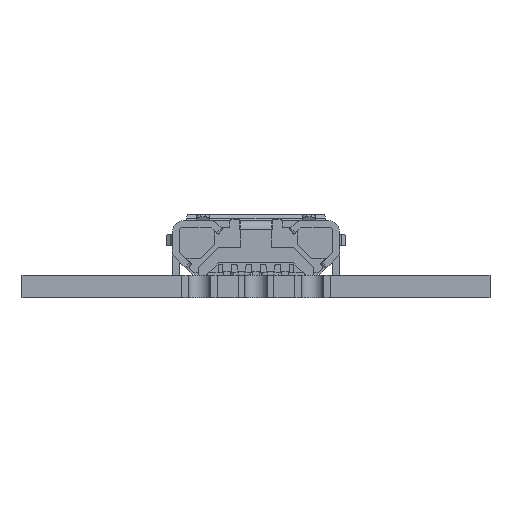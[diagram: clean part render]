
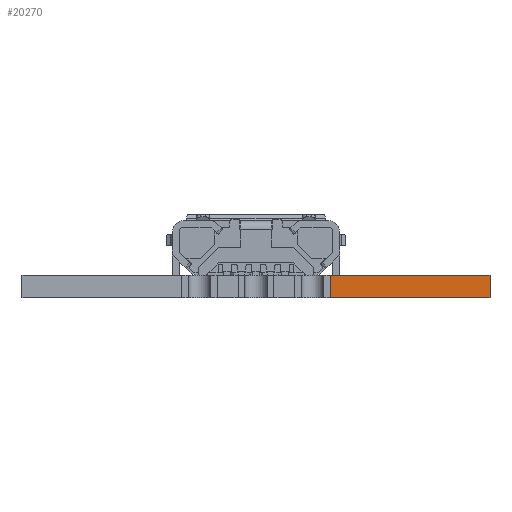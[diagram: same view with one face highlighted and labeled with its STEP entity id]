
A CAD part, front view. The second image highlights one B-rep face of the part: STEP entity #20270.
In plain terms, the highlighted planar face has unit normal (0, -1, 0).
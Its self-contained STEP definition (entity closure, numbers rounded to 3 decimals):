
#1539=FACE_OUTER_BOUND('',#2647,.T.);
#2647=EDGE_LOOP('',(#14215,#14216,#14217,#14218));
#3795=LINE('',#29354,#6078);
#3989=LINE('',#29826,#6272);
#4150=LINE('',#30191,#6433);
#4153=LINE('',#30197,#6436);
#6078=VECTOR('',#23312,10.);
#6272=VECTOR('',#23746,10.);
#6433=VECTOR('',#24129,10.);
#6436=VECTOR('',#24136,10.);
#8366=VERTEX_POINT('',#29351);
#8367=VERTEX_POINT('',#29353);
#8525=VERTEX_POINT('',#29825);
#8618=VERTEX_POINT('',#30189);
#10389=EDGE_CURVE('',#8366,#8367,#3795,.T.);
#10625=EDGE_CURVE('',#8525,#8367,#3989,.T.);
#10808=EDGE_CURVE('',#8366,#8618,#4150,.T.);
#10811=EDGE_CURVE('',#8618,#8525,#4153,.T.);
#14215=ORIENTED_EDGE('',*,*,#10808,.T.);
#14216=ORIENTED_EDGE('',*,*,#10811,.T.);
#14217=ORIENTED_EDGE('',*,*,#10625,.T.);
#14218=ORIENTED_EDGE('',*,*,#10389,.F.);
#19487=PLANE('',#21533);
#20270=ADVANCED_FACE('',(#1539),#19487,.T.);
#21533=AXIS2_PLACEMENT_3D('',#30196,#24134,#24135);
#23312=DIRECTION('',(1.,0.,0.));
#23746=DIRECTION('',(0.,0.,1.));
#24129=DIRECTION('',(0.,0.,-1.));
#24134=DIRECTION('center_axis',(0.,-1.,0.));
#24135=DIRECTION('ref_axis',(1.,0.,0.));
#24136=DIRECTION('',(1.,0.,0.));
#29351=CARTESIAN_POINT('',(13.84,0.,1.));
#29353=CARTESIAN_POINT('',(21.,0.,1.));
#29354=CARTESIAN_POINT('',(0.,0.,1.));
#29825=CARTESIAN_POINT('',(21.,0.,0.));
#29826=CARTESIAN_POINT('',(21.,0.,0.));
#30189=CARTESIAN_POINT('',(13.84,0.,0.));
#30191=CARTESIAN_POINT('',(13.84,0.,0.));
#30196=CARTESIAN_POINT('Origin',(0.,0.,0.));
#30197=CARTESIAN_POINT('',(0.,0.,0.));
